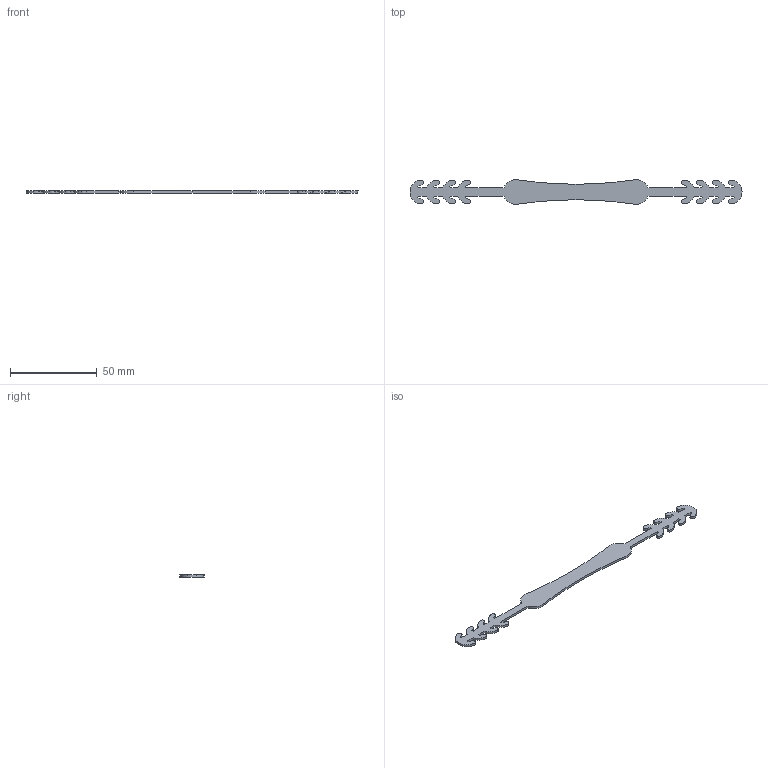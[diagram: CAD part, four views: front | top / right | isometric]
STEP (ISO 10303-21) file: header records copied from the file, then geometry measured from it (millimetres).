
FILE_DESCRIPTION(/* description */ (''),/* implementation_level */ '2;1');
FILE_NAME(/* name */ 'mask extenders v3.step',/* time_stamp */ '2020-03-31T11:43:28-04:00',/* author */ (''),/* organization */ (''),/* preprocessor_version */ 'ST-DEVELOPER v18',/* originating_system */ 'Autodesk Translation Framework v8.12.0.6',/* authorisation */ '');
FILE_SCHEMA (('AUTOMOTIVE_DESIGN { 1 0 10303 214 3 1 1 }'));
Length unit declared in the file: inch
Products named in the file (1): mask extenders
Bounding box: 191.74 x 14.3 x 1.38 mm (x, y, z)
Volume: 2391.5 mm3; surface area: 4254.2 mm2
Topology: 1 solids, 1 shells, 156 faces, 462 edges, 308 vertices
Faces by surface type: plane 94, cylinder 62
Entity records: 5265 total; most frequent: CARTESIAN_POINT 927, ORIENTED_EDGE 924, DIRECTION 900, EDGE_CURVE 462, LINE 338, VECTOR 338, VERTEX_POINT 308, AXIS2_PLACEMENT_3D 281
